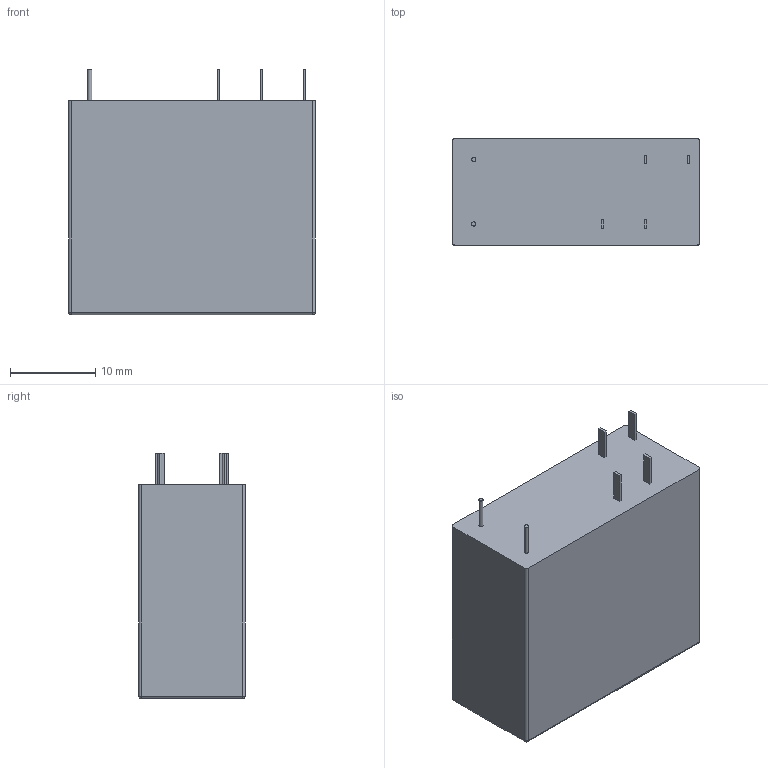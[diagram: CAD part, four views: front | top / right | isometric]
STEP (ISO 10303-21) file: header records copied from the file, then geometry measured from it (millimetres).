
FILE_DESCRIPTION(('STEP AP203'),'1');
FILE_NAME('1-1393258-7.stp','2025-01-31T14:02:06',('TraceParts'),('TraceParts S.A.'),'Spatial InterOp 3D',' ',' ');
FILE_SCHEMA(('CONFIG_CONTROL_DESIGN'));
Length unit declared in the file: millimetre
Products named in the file (1): 1
Bounding box: 29 x 12.5 x 28.8 mm (x, y, z)
Volume: 9101.1 mm3; surface area: 2834.7 mm2
Topology: 1 solids, 1 shells, 44 faces, 96 edges, 60 vertices
Faces by surface type: plane 28, cylinder 12, sphere 4
Entity records: 1232 total; most frequent: DIRECTION 210, CARTESIAN_POINT 201, ORIENTED_EDGE 192, EDGE_CURVE 96, LINE 72, VECTOR 72, AXIS2_PLACEMENT_3D 69, VERTEX_POINT 60
